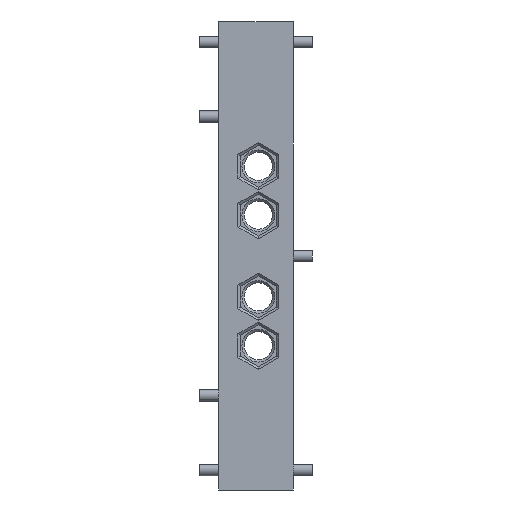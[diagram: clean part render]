
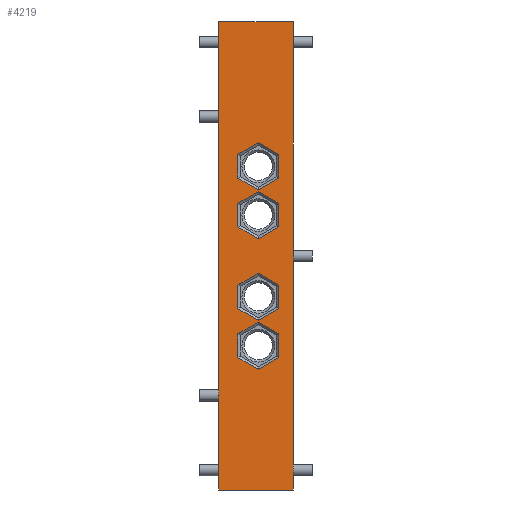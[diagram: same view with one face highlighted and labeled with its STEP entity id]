
A CAD part, left-side view. The second image highlights one B-rep face of the part: STEP entity #4219.
In plain terms, the highlighted planar face has unit normal (-1, 0, 0).
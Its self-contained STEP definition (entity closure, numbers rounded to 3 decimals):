
#134=FACE_BOUND('',#770,.T.);
#135=FACE_BOUND('',#771,.T.);
#136=FACE_BOUND('',#772,.T.);
#137=FACE_BOUND('',#773,.T.);
#278=PLANE('',#4637);
#506=FACE_OUTER_BOUND('',#769,.T.);
#769=EDGE_LOOP('',(#3547,#3548,#3549,#3550));
#770=EDGE_LOOP('',(#3551,#3552,#3553,#3554,#3555,#3556));
#771=EDGE_LOOP('',(#3557,#3558,#3559,#3560,#3561,#3562));
#772=EDGE_LOOP('',(#3563,#3564,#3565,#3566,#3567,#3568));
#773=EDGE_LOOP('',(#3569,#3570,#3571,#3572,#3573,#3574));
#1034=LINE('',#6496,#1457);
#1081=LINE('',#6598,#1504);
#1153=LINE('',#6781,#1576);
#1157=LINE('',#6789,#1580);
#1160=LINE('',#6795,#1583);
#1165=LINE('',#6806,#1588);
#1167=LINE('',#6809,#1590);
#1170=LINE('',#6813,#1593);
#1175=LINE('',#6823,#1598);
#1176=LINE('',#6824,#1599);
#1177=LINE('',#6827,#1600);
#1178=LINE('',#6829,#1601);
#1179=LINE('',#6831,#1602);
#1180=LINE('',#6833,#1603);
#1181=LINE('',#6835,#1604);
#1182=LINE('',#6836,#1605);
#1183=LINE('',#6839,#1606);
#1184=LINE('',#6841,#1607);
#1185=LINE('',#6843,#1608);
#1186=LINE('',#6845,#1609);
#1187=LINE('',#6847,#1610);
#1188=LINE('',#6848,#1611);
#1189=LINE('',#6851,#1612);
#1190=LINE('',#6853,#1613);
#1191=LINE('',#6855,#1614);
#1192=LINE('',#6857,#1615);
#1193=LINE('',#6859,#1616);
#1194=LINE('',#6860,#1617);
#1457=VECTOR('',#5263,10.);
#1504=VECTOR('',#5360,10.);
#1576=VECTOR('',#5540,10.);
#1580=VECTOR('',#5546,10.);
#1583=VECTOR('',#5551,10.);
#1588=VECTOR('',#5558,10.);
#1590=VECTOR('',#5562,10.);
#1593=VECTOR('',#5567,10.);
#1598=VECTOR('',#5580,10.);
#1599=VECTOR('',#5581,10.);
#1600=VECTOR('',#5582,10.);
#1601=VECTOR('',#5583,10.);
#1602=VECTOR('',#5584,10.);
#1603=VECTOR('',#5585,10.);
#1604=VECTOR('',#5586,10.);
#1605=VECTOR('',#5587,10.);
#1606=VECTOR('',#5588,10.);
#1607=VECTOR('',#5589,10.);
#1608=VECTOR('',#5590,10.);
#1609=VECTOR('',#5591,10.);
#1610=VECTOR('',#5592,10.);
#1611=VECTOR('',#5593,10.);
#1612=VECTOR('',#5594,10.);
#1613=VECTOR('',#5595,10.);
#1614=VECTOR('',#5596,10.);
#1615=VECTOR('',#5597,10.);
#1616=VECTOR('',#5598,10.);
#1617=VECTOR('',#5599,10.);
#2063=VERTEX_POINT('',#6492);
#2065=VERTEX_POINT('',#6495);
#2095=VERTEX_POINT('',#6597);
#2151=VERTEX_POINT('',#6779);
#2152=VERTEX_POINT('',#6780);
#2155=VERTEX_POINT('',#6788);
#2157=VERTEX_POINT('',#6794);
#2161=VERTEX_POINT('',#6803);
#2162=VERTEX_POINT('',#6805);
#2163=VERTEX_POINT('',#6822);
#2164=VERTEX_POINT('',#6825);
#2165=VERTEX_POINT('',#6826);
#2166=VERTEX_POINT('',#6828);
#2167=VERTEX_POINT('',#6830);
#2168=VERTEX_POINT('',#6832);
#2169=VERTEX_POINT('',#6834);
#2170=VERTEX_POINT('',#6837);
#2171=VERTEX_POINT('',#6838);
#2172=VERTEX_POINT('',#6840);
#2173=VERTEX_POINT('',#6842);
#2174=VERTEX_POINT('',#6844);
#2175=VERTEX_POINT('',#6846);
#2176=VERTEX_POINT('',#6849);
#2177=VERTEX_POINT('',#6850);
#2178=VERTEX_POINT('',#6852);
#2179=VERTEX_POINT('',#6854);
#2180=VERTEX_POINT('',#6856);
#2181=VERTEX_POINT('',#6858);
#2506=EDGE_CURVE('',#2065,#2063,#1034,.T.);
#2556=EDGE_CURVE('',#2095,#2063,#1081,.T.);
#2646=EDGE_CURVE('',#2151,#2152,#1153,.T.);
#2650=EDGE_CURVE('',#2152,#2155,#1157,.T.);
#2653=EDGE_CURVE('',#2155,#2157,#1160,.T.);
#2658=EDGE_CURVE('',#2161,#2162,#1165,.T.);
#2660=EDGE_CURVE('',#2157,#2161,#1167,.T.);
#2663=EDGE_CURVE('',#2162,#2151,#1170,.T.);
#2668=EDGE_CURVE('',#2163,#2065,#1175,.T.);
#2669=EDGE_CURVE('',#2163,#2095,#1176,.T.);
#2670=EDGE_CURVE('',#2164,#2165,#1177,.T.);
#2671=EDGE_CURVE('',#2166,#2164,#1178,.T.);
#2672=EDGE_CURVE('',#2167,#2166,#1179,.T.);
#2673=EDGE_CURVE('',#2168,#2167,#1180,.T.);
#2674=EDGE_CURVE('',#2169,#2168,#1181,.T.);
#2675=EDGE_CURVE('',#2165,#2169,#1182,.T.);
#2676=EDGE_CURVE('',#2170,#2171,#1183,.T.);
#2677=EDGE_CURVE('',#2172,#2170,#1184,.T.);
#2678=EDGE_CURVE('',#2173,#2172,#1185,.T.);
#2679=EDGE_CURVE('',#2174,#2173,#1186,.T.);
#2680=EDGE_CURVE('',#2175,#2174,#1187,.T.);
#2681=EDGE_CURVE('',#2171,#2175,#1188,.T.);
#2682=EDGE_CURVE('',#2176,#2177,#1189,.T.);
#2683=EDGE_CURVE('',#2178,#2176,#1190,.T.);
#2684=EDGE_CURVE('',#2179,#2178,#1191,.T.);
#2685=EDGE_CURVE('',#2180,#2179,#1192,.T.);
#2686=EDGE_CURVE('',#2181,#2180,#1193,.T.);
#2687=EDGE_CURVE('',#2177,#2181,#1194,.T.);
#3547=ORIENTED_EDGE('',*,*,#2668,.T.);
#3548=ORIENTED_EDGE('',*,*,#2506,.T.);
#3549=ORIENTED_EDGE('',*,*,#2556,.F.);
#3550=ORIENTED_EDGE('',*,*,#2669,.F.);
#3551=ORIENTED_EDGE('',*,*,#2670,.F.);
#3552=ORIENTED_EDGE('',*,*,#2671,.F.);
#3553=ORIENTED_EDGE('',*,*,#2672,.F.);
#3554=ORIENTED_EDGE('',*,*,#2673,.F.);
#3555=ORIENTED_EDGE('',*,*,#2674,.F.);
#3556=ORIENTED_EDGE('',*,*,#2675,.F.);
#3557=ORIENTED_EDGE('',*,*,#2676,.F.);
#3558=ORIENTED_EDGE('',*,*,#2677,.F.);
#3559=ORIENTED_EDGE('',*,*,#2678,.F.);
#3560=ORIENTED_EDGE('',*,*,#2679,.F.);
#3561=ORIENTED_EDGE('',*,*,#2680,.F.);
#3562=ORIENTED_EDGE('',*,*,#2681,.F.);
#3563=ORIENTED_EDGE('',*,*,#2682,.F.);
#3564=ORIENTED_EDGE('',*,*,#2683,.F.);
#3565=ORIENTED_EDGE('',*,*,#2684,.F.);
#3566=ORIENTED_EDGE('',*,*,#2685,.F.);
#3567=ORIENTED_EDGE('',*,*,#2686,.F.);
#3568=ORIENTED_EDGE('',*,*,#2687,.F.);
#3569=ORIENTED_EDGE('',*,*,#2658,.F.);
#3570=ORIENTED_EDGE('',*,*,#2660,.F.);
#3571=ORIENTED_EDGE('',*,*,#2653,.F.);
#3572=ORIENTED_EDGE('',*,*,#2650,.F.);
#3573=ORIENTED_EDGE('',*,*,#2646,.F.);
#3574=ORIENTED_EDGE('',*,*,#2663,.F.);
#4219=ADVANCED_FACE('',(#506,#134,#135,#136,#137),#278,.T.);
#4637=AXIS2_PLACEMENT_3D('',#6821,#5578,#5579);
#5263=DIRECTION('',(0.,-1.,0.));
#5360=DIRECTION('',(0.,0.,-1.));
#5540=DIRECTION('',(0.,0.5,-0.866));
#5546=DIRECTION('',(0.,-0.5,-0.866));
#5551=DIRECTION('',(0.,-1.,0.));
#5558=DIRECTION('',(0.,0.5,0.866));
#5562=DIRECTION('',(0.,-0.5,0.866));
#5567=DIRECTION('',(0.,1.,0.));
#5578=DIRECTION('center_axis',(-1.,0.,0.));
#5579=DIRECTION('ref_axis',(0.,1.,0.));
#5580=DIRECTION('',(0.,0.,-1.));
#5581=DIRECTION('',(0.,-1.,0.));
#5582=DIRECTION('',(0.,-0.5,-0.866));
#5583=DIRECTION('',(0.,0.5,-0.866));
#5584=DIRECTION('',(0.,1.,0.));
#5585=DIRECTION('',(0.,0.5,0.866));
#5586=DIRECTION('',(0.,-0.5,0.866));
#5587=DIRECTION('',(0.,-1.,0.));
#5588=DIRECTION('',(0.,1.,0.));
#5589=DIRECTION('',(0.,0.5,0.866));
#5590=DIRECTION('',(0.,-0.5,0.866));
#5591=DIRECTION('',(0.,-1.,0.));
#5592=DIRECTION('',(0.,-0.5,-0.866));
#5593=DIRECTION('',(0.,0.5,-0.866));
#5594=DIRECTION('',(0.,0.5,0.866));
#5595=DIRECTION('',(0.,-0.5,0.866));
#5596=DIRECTION('',(0.,-1.,0.));
#5597=DIRECTION('',(0.,-0.5,-0.866));
#5598=DIRECTION('',(0.,0.5,-0.866));
#5599=DIRECTION('',(0.,1.,0.));
#6492=CARTESIAN_POINT('',(-400.,-105.,-32.));
#6495=CARTESIAN_POINT('',(-400.,95.,-32.));
#6496=CARTESIAN_POINT('',(-400.,-55.,-32.));
#6597=CARTESIAN_POINT('',(-400.,-105.,0.));
#6598=CARTESIAN_POINT('',(-400.,-105.,0.));
#6779=CARTESIAN_POINT('',(-400.,38.399,-6.25));
#6780=CARTESIAN_POINT('',(-400.,43.45,-15.));
#6781=CARTESIAN_POINT('',(-400.,21.502,23.015));
#6788=CARTESIAN_POINT('',(-400.,38.399,-23.75));
#6789=CARTESIAN_POINT('',(-400.,25.76,-45.64));
#6794=CARTESIAN_POINT('',(-400.,28.295,-23.75));
#6795=CARTESIAN_POINT('',(-400.,-38.064,-23.75));
#6803=CARTESIAN_POINT('',(-400.,23.243,-15.));
#6805=CARTESIAN_POINT('',(-400.,28.295,-6.25));
#6806=CARTESIAN_POINT('',(-400.,12.842,-33.015));
#6809=CARTESIAN_POINT('',(-400.,4.11,18.14));
#6813=CARTESIAN_POINT('',(-400.,-33.589,-6.25));
#6821=CARTESIAN_POINT('Origin',(-400.,-105.,0.));
#6822=CARTESIAN_POINT('',(-400.,95.,0.));
#6823=CARTESIAN_POINT('',(-400.,95.,0.));
#6824=CARTESIAN_POINT('',(-400.,95.,0.));
#6825=CARTESIAN_POINT('',(-400.,22.553,-15.));
#6826=CARTESIAN_POINT('',(-400.,17.501,-23.75));
#6827=CARTESIAN_POINT('',(-400.,7.475,-41.116));
#6828=CARTESIAN_POINT('',(-400.,17.501,-6.25));
#6829=CARTESIAN_POINT('',(-400.,3.217,18.491));
#6830=CARTESIAN_POINT('',(-400.,7.397,-6.25));
#6831=CARTESIAN_POINT('',(-400.,-44.038,-6.25));
#6832=CARTESIAN_POINT('',(-400.,2.345,-15.));
#6833=CARTESIAN_POINT('',(-400.,-5.444,-28.491));
#6834=CARTESIAN_POINT('',(-400.,7.397,-23.75));
#6835=CARTESIAN_POINT('',(-400.,-14.176,13.616));
#6836=CARTESIAN_POINT('',(-400.,-48.513,-23.75));
#6837=CARTESIAN_POINT('',(-400.,-48.399,-6.25));
#6838=CARTESIAN_POINT('',(-400.,-38.295,-6.25));
#6839=CARTESIAN_POINT('',(-400.,-71.936,-6.25));
#6840=CARTESIAN_POINT('',(-400.,-53.45,-15.));
#6841=CARTESIAN_POINT('',(-400.,-54.265,-16.411));
#6842=CARTESIAN_POINT('',(-400.,-48.399,-23.75));
#6843=CARTESIAN_POINT('',(-400.,-62.997,1.536));
#6844=CARTESIAN_POINT('',(-400.,-38.295,-23.75));
#6845=CARTESIAN_POINT('',(-400.,-76.411,-23.75));
#6846=CARTESIAN_POINT('',(-400.,-33.243,-15.));
#6847=CARTESIAN_POINT('',(-400.,-41.347,-29.036));
#6848=CARTESIAN_POINT('',(-400.,-45.605,6.411));
#6849=CARTESIAN_POINT('',(-400.,-32.553,-15.));
#6850=CARTESIAN_POINT('',(-400.,-27.501,-6.25));
#6851=CARTESIAN_POINT('',(-400.,-35.979,-20.935));
#6852=CARTESIAN_POINT('',(-400.,-27.501,-23.75));
#6853=CARTESIAN_POINT('',(-400.,-44.712,6.06));
#6854=CARTESIAN_POINT('',(-400.,-17.397,-23.75));
#6855=CARTESIAN_POINT('',(-400.,-65.962,-23.75));
#6856=CARTESIAN_POINT('',(-400.,-12.345,-15.));
#6857=CARTESIAN_POINT('',(-400.,-23.061,-33.56));
#6858=CARTESIAN_POINT('',(-400.,-17.397,-6.25));
#6859=CARTESIAN_POINT('',(-400.,-27.319,10.935));
#6860=CARTESIAN_POINT('',(-400.,-61.487,-6.25));
